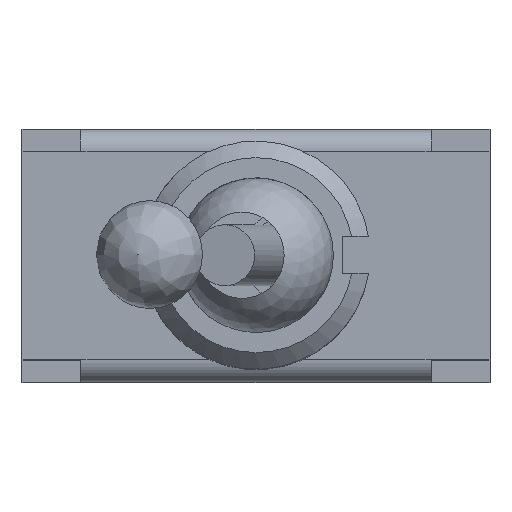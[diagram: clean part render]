
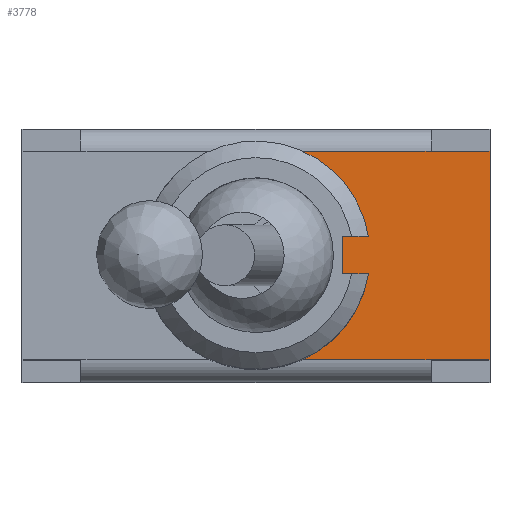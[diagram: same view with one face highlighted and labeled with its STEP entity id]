
A CAD part, top view. The second image highlights one B-rep face of the part: STEP entity #3778.
In plain terms, the highlighted planar face has unit normal (0, 0, 1).
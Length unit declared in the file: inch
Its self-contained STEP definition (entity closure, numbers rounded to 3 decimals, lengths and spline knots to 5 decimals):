
#230=FACE_OUTER_BOUND('',#464,.T.);
#464=EDGE_LOOP('',(#2923,#2924,#2925,#2926,#2927,#2928,#2929,#2930,#2931,
#2932));
#761=LINE('',#6046,#1180);
#764=LINE('',#6052,#1183);
#766=LINE('',#6055,#1185);
#772=LINE('',#6072,#1191);
#773=LINE('',#6074,#1192);
#774=LINE('',#6076,#1193);
#775=LINE('',#6078,#1194);
#776=LINE('',#6079,#1195);
#1180=VECTOR('',#4833,0.3937);
#1183=VECTOR('',#4838,0.3937);
#1185=VECTOR('',#4842,0.3937);
#1191=VECTOR('',#4860,0.3937);
#1192=VECTOR('',#4861,0.3937);
#1193=VECTOR('',#4862,0.3937);
#1194=VECTOR('',#4863,0.3937);
#1195=VECTOR('',#4864,0.3937);
#1500=CIRCLE('',#4121,0.12185);
#1502=CIRCLE('',#4123,0.12185);
#1693=VERTEX_POINT('',#6015);
#1695=VERTEX_POINT('',#6020);
#1702=VERTEX_POINT('',#6043);
#1703=VERTEX_POINT('',#6045);
#1704=VERTEX_POINT('',#6049);
#1705=VERTEX_POINT('',#6051);
#1710=VERTEX_POINT('',#6071);
#1711=VERTEX_POINT('',#6073);
#1712=VERTEX_POINT('',#6075);
#1713=VERTEX_POINT('',#6077);
#2127=EDGE_CURVE('',#1703,#1702,#761,.T.);
#2130=EDGE_CURVE('',#1705,#1704,#764,.T.);
#2132=EDGE_CURVE('',#1704,#1703,#766,.T.);
#2133=EDGE_CURVE('',#1695,#1705,#1500,.T.);
#2135=EDGE_CURVE('',#1702,#1693,#1502,.T.);
#2141=EDGE_CURVE('',#1693,#1710,#772,.T.);
#2142=EDGE_CURVE('',#1710,#1711,#773,.T.);
#2143=EDGE_CURVE('',#1711,#1712,#774,.T.);
#2144=EDGE_CURVE('',#1713,#1712,#775,.T.);
#2145=EDGE_CURVE('',#1695,#1713,#776,.T.);
#2923=ORIENTED_EDGE('',*,*,#2133,.T.);
#2924=ORIENTED_EDGE('',*,*,#2130,.T.);
#2925=ORIENTED_EDGE('',*,*,#2132,.T.);
#2926=ORIENTED_EDGE('',*,*,#2127,.T.);
#2927=ORIENTED_EDGE('',*,*,#2135,.T.);
#2928=ORIENTED_EDGE('',*,*,#2141,.T.);
#2929=ORIENTED_EDGE('',*,*,#2142,.T.);
#2930=ORIENTED_EDGE('',*,*,#2143,.T.);
#2931=ORIENTED_EDGE('',*,*,#2144,.F.);
#2932=ORIENTED_EDGE('',*,*,#2145,.F.);
#3566=PLANE('',#4125);
#3778=ADVANCED_FACE('',(#230),#3566,.T.);
#4121=AXIS2_PLACEMENT_3D('',#6057,#4845,#4846);
#4123=AXIS2_PLACEMENT_3D('',#6059,#4849,#4850);
#4125=AXIS2_PLACEMENT_3D('',#6070,#4858,#4859);
#4833=DIRECTION('',(1.,0.,0.));
#4838=DIRECTION('',(-1.,0.,0.));
#4842=DIRECTION('',(0.,-1.,0.));
#4845=DIRECTION('center_axis',(0.,0.,-1.));
#4846=DIRECTION('ref_axis',(0.986,0.165,0.));
#4849=DIRECTION('center_axis',(0.,0.,-1.));
#4850=DIRECTION('ref_axis',(0.986,0.165,0.));
#4858=DIRECTION('center_axis',(0.,0.,1.));
#4859=DIRECTION('ref_axis',(0.,-1.,0.));
#4860=DIRECTION('',(1.,0.,0.));
#4861=DIRECTION('',(1.,0.,0.));
#4862=DIRECTION('',(0.,1.,0.));
#4863=DIRECTION('',(1.,0.,0.));
#4864=DIRECTION('',(1.,0.,0.));
#6015=CARTESIAN_POINT('',(0.04933,-0.11142,0.35));
#6020=CARTESIAN_POINT('',(0.04933,0.11142,0.35));
#6043=CARTESIAN_POINT('',(0.12018,-0.02008,0.35));
#6045=CARTESIAN_POINT('',(0.09223,-0.02008,0.35));
#6046=CARTESIAN_POINT('',(0.04612,-0.02008,0.35));
#6049=CARTESIAN_POINT('',(0.09223,0.02008,0.35));
#6051=CARTESIAN_POINT('',(0.12018,0.02008,0.35));
#6052=CARTESIAN_POINT('',(0.06009,0.02008,0.35));
#6055=CARTESIAN_POINT('',(0.09223,0.06575,0.35));
#6057=CARTESIAN_POINT('Origin',(0.,0.,
0.35));
#6059=CARTESIAN_POINT('Origin',(0.,0.,
0.35));
#6070=CARTESIAN_POINT('Origin',(0.,0.11142,0.35));
#6071=CARTESIAN_POINT('',(0.18701,-0.11142,0.35));
#6072=CARTESIAN_POINT('',(0.,-0.11142,0.35));
#6073=CARTESIAN_POINT('',(0.25,-0.11142,0.35));
#6074=CARTESIAN_POINT('',(0.18701,-0.11142,0.35));
#6075=CARTESIAN_POINT('',(0.25,0.11142,0.35));
#6076=CARTESIAN_POINT('',(0.25,0.11142,0.35));
#6077=CARTESIAN_POINT('',(0.18701,0.11142,0.35));
#6078=CARTESIAN_POINT('',(0.18701,0.11142,0.35));
#6079=CARTESIAN_POINT('',(0.,0.11142,0.35));
